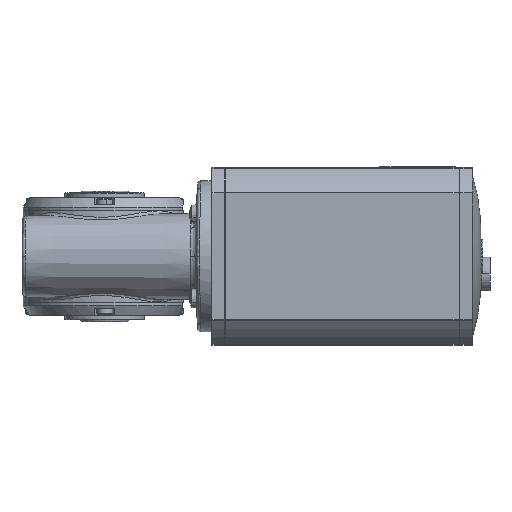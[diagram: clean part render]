
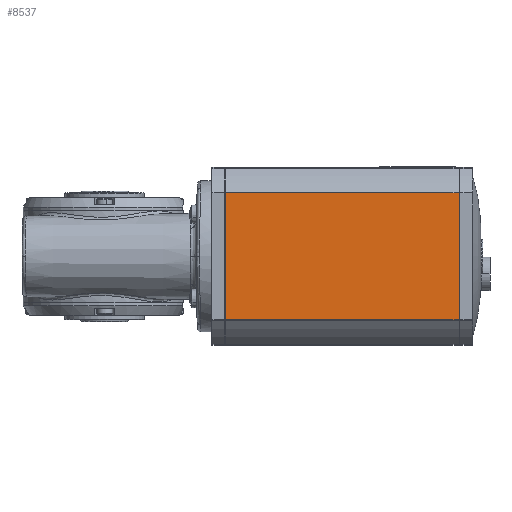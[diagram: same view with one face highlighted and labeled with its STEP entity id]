
A CAD part, front view. The second image highlights one B-rep face of the part: STEP entity #8537.
In plain terms, the highlighted planar face has unit normal (0, -1, 0).
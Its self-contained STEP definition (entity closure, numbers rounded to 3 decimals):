
#5409=EDGE_CURVE('',#12157,#5431,#15514,.T.);
#5431=VERTEX_POINT('',#15543);
#8005=EDGE_CURVE('',#9397,#12145,#19140,.T.);
#8537=ADVANCED_FACE('',(#19885),#19886,.T.);
#8815=EDGE_CURVE('',#12157,#9397,#20276,.T.);
#9397=VERTEX_POINT('',#21097);
#12145=VERTEX_POINT('',#24881);
#12157=VERTEX_POINT('',#24896);
#13541=EDGE_CURVE('',#12145,#5431,#26828,.T.);
#15514=LINE('',#29622,#29623);
#15543=CARTESIAN_POINT('',(212.005,-59.674,50.944));
#19140=LINE('',#39602,#39603);
#19885=FACE_OUTER_BOUND('',#41818,.T.);
#19886=PLANE('',#41819);
#20276=LINE('',#42954,#42955);
#21097=CARTESIAN_POINT('',(65.005,-59.674,-28.955));
#24881=CARTESIAN_POINT('',(212.005,-59.674,-28.955));
#24896=CARTESIAN_POINT('',(65.005,-59.674,50.944));
#26828=LINE('',#60642,#60643);
#29622=CARTESIAN_POINT('',(56.505,-59.674,50.944));
#29623=VECTOR('',#67632,1.0);
#39602=CARTESIAN_POINT('',(56.505,-59.674,-28.955));
#39603=VECTOR('',#75706,1.0);
#41818=EDGE_LOOP('',(#77323,#77324,#77325,#77326));
#41819=AXIS2_PLACEMENT_3D('',#77327,#77328,#77329);
#42954=CARTESIAN_POINT('',(65.005,-59.674,-8.98));
#42955=VECTOR('',#78139,1.0);
#60642=CARTESIAN_POINT('',(212.005,-59.674,-8.98));
#60643=VECTOR('',#92510,1.0);
#67632=DIRECTION('',(1.0,0.0,0.0));
#75706=DIRECTION('',(1.0,0.0,0.0));
#77323=ORIENTED_EDGE('',*,*,#13541,.T.);
#77324=ORIENTED_EDGE('',*,*,#5409,.F.);
#77325=ORIENTED_EDGE('',*,*,#8815,.T.);
#77326=ORIENTED_EDGE('',*,*,#8005,.T.);
#77327=CARTESIAN_POINT('',(56.505,-59.674,-28.955));
#77328=DIRECTION('',(0.0,-1.0,0.0));
#77329=DIRECTION('',(0.0,0.0,-1.0));
#78139=DIRECTION('',(0.0,0.0,-1.0));
#92510=DIRECTION('',(0.0,0.0,1.0));
